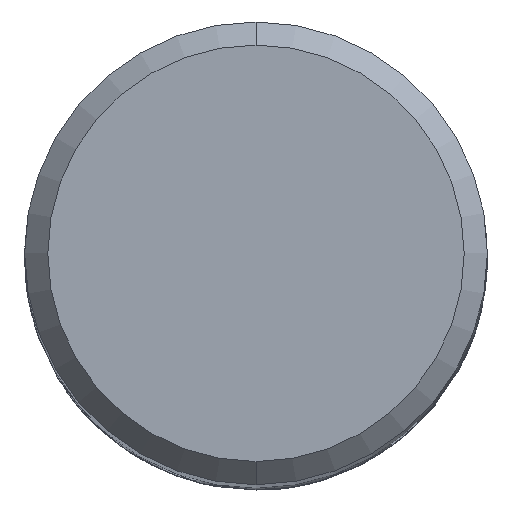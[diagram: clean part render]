
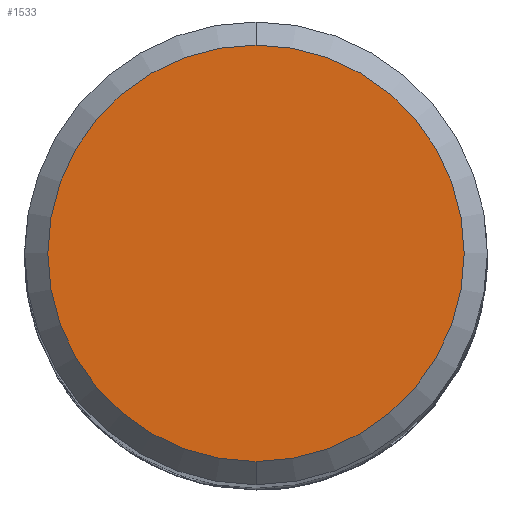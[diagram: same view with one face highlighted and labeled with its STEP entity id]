
A CAD part, top view. The second image highlights one B-rep face of the part: STEP entity #1533.
In plain terms, the highlighted planar face has unit normal (0, 0, 1).
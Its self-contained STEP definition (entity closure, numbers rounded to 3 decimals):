
#1533=ADVANCED_FACE('',(#3618),#3619,.T.);
#1667=VERTEX_POINT('',#3761);
#1705=VERTEX_POINT('',#3801);
#1817=EDGE_CURVE('',#1705,#1667,#3923,.T.);
#2053=EDGE_CURVE('',#1667,#1705,#4173,.T.);
#3618=FACE_OUTER_BOUND('',#9546,.T.);
#3619=PLANE('',#9547);
#3761=CARTESIAN_POINT('',(0.,-4.5,0.0));
#3801=CARTESIAN_POINT('',(0.0,4.5,0.0));
#3923=CIRCLE('',#10916,4.5);
#4173=CIRCLE('',#12722,4.5);
#9546=EDGE_LOOP('',(#23103,#23104));
#9547=AXIS2_PLACEMENT_3D('',#23105,#23106,#23107);
#10916=AXIS2_PLACEMENT_3D('',#23369,#23370,#23371);
#12722=AXIS2_PLACEMENT_3D('',#23559,#23560,#23561);
#23103=ORIENTED_EDGE('',*,*,#1817,.F.);
#23104=ORIENTED_EDGE('',*,*,#2053,.F.);
#23105=CARTESIAN_POINT('',(0.0,2.25,0.0));
#23106=DIRECTION('',(-0.0,0.0,1.0));
#23107=DIRECTION('',(0.0,-1.0,0.0));
#23369=CARTESIAN_POINT('',(0.0,0.0,0.0));
#23370=DIRECTION('',(0.0,0.0,-1.0));
#23371=DIRECTION('',(0.0,1.0,0.0));
#23559=CARTESIAN_POINT('',(0.0,0.0,0.0));
#23560=DIRECTION('',(0.0,0.0,-1.0));
#23561=DIRECTION('',(0.0,1.0,0.0));
